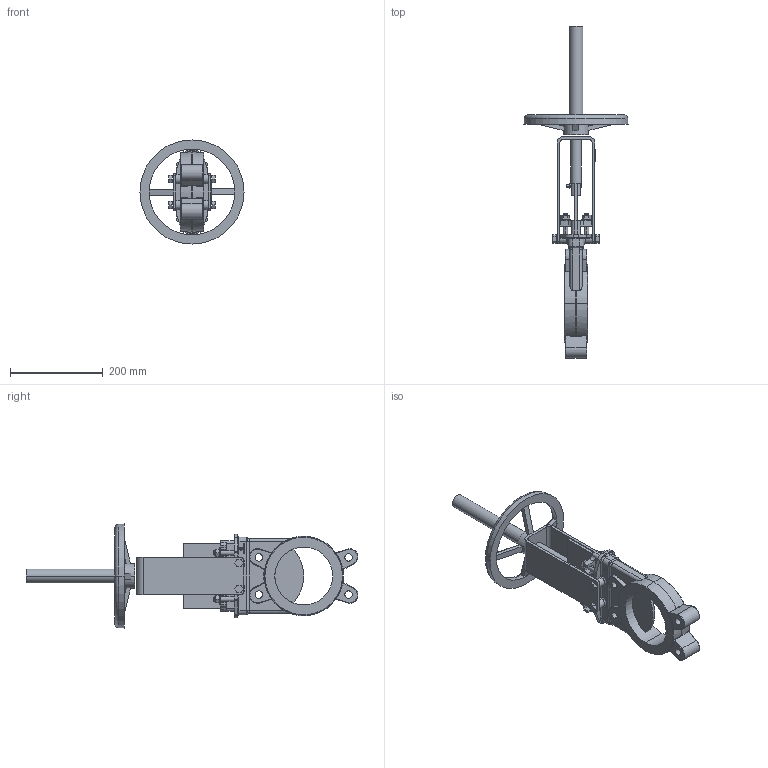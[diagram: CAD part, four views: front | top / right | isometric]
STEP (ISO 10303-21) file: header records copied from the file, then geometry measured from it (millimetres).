
FILE_DESCRIPTION (( 'STEP AP214' ), '1' );
FILE_NAME ('EX DN125_CAST IRON_HANDWHEEL_RS.STEP', '2011-11-24T16:36:25', ( 'user' ), ( '' ), 'SwSTEP 2.0', 'SolidWorks 2010', '' );
FILE_SCHEMA (( 'AUTOMOTIVE_DESIGN' ));
Length unit declared in the file: millimetre
Products named in the file (1): EX DN125_CAST IRON_HANDWHEEL_RS
Bounding box: 225 x 717.26 x 225 mm (x, y, z)
Surface area: 367558.2 mm2 (no closed solid volume)
Topology: 0 solids, 24 shells, 542 faces, 1986 edges, 1440 vertices
Faces by surface type: plane 261, cylinder 164, torus 53, bspline 45, cone 19
Entity records: 31488 total; most frequent: CARTESIAN_POINT 9213, DIRECTION 3216, ORIENTED_EDGE 3160, EDGE_CURVE 1986, VERTEX_POINT 1440, VECTOR 1206, LINE 1206, AXIS2_PLACEMENT_3D 1005
